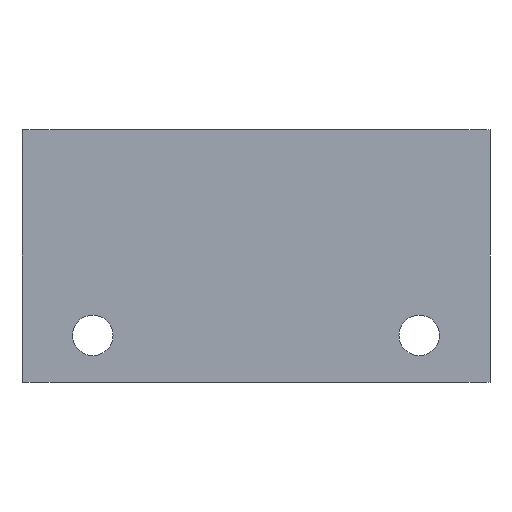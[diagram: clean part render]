
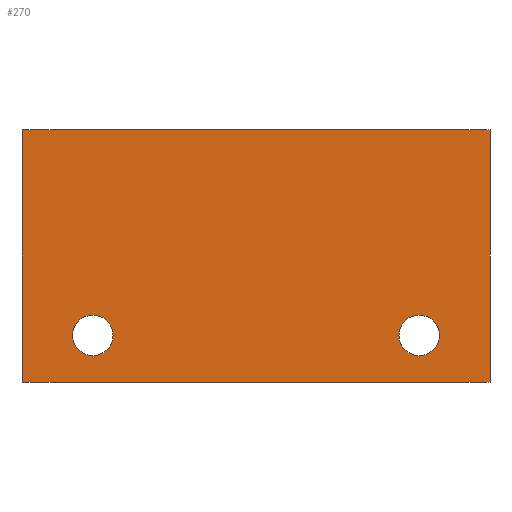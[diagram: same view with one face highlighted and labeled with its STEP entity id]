
A CAD part, left-side view. The second image highlights one B-rep face of the part: STEP entity #270.
In plain terms, the highlighted planar face has unit normal (-1, 0, 0).
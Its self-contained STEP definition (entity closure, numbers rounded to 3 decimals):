
#17=FACE_BOUND('',#53,.T.);
#18=FACE_BOUND('',#54,.T.);
#36=FACE_OUTER_BOUND('',#52,.T.);
#52=EDGE_LOOP('',(#241,#242,#243,#244));
#53=EDGE_LOOP('',(#245));
#54=EDGE_LOOP('',(#246));
#55=LINE('',#395,#79);
#60=LINE('',#412,#84);
#70=LINE('',#436,#94);
#71=LINE('',#439,#95);
#79=VECTOR('',#317,10.);
#84=VECTOR('',#332,10.);
#94=VECTOR('',#350,10.);
#95=VECTOR('',#355,10.);
#113=CIRCLE('',#301,2.8);
#114=CIRCLE('',#303,2.8);
#115=VERTEX_POINT('',#391);
#117=VERTEX_POINT('',#394);
#124=VERTEX_POINT('',#410);
#134=VERTEX_POINT('',#435);
#137=VERTEX_POINT('',#446);
#138=VERTEX_POINT('',#450);
#140=EDGE_CURVE('',#117,#115,#55,.T.);
#149=EDGE_CURVE('',#124,#115,#60,.T.);
#161=EDGE_CURVE('',#134,#124,#70,.T.);
#163=EDGE_CURVE('',#117,#134,#71,.T.);
#168=EDGE_CURVE('',#137,#137,#113,.T.);
#170=EDGE_CURVE('',#138,#138,#114,.T.);
#241=ORIENTED_EDGE('',*,*,#140,.T.);
#242=ORIENTED_EDGE('',*,*,#149,.F.);
#243=ORIENTED_EDGE('',*,*,#161,.F.);
#244=ORIENTED_EDGE('',*,*,#163,.F.);
#245=ORIENTED_EDGE('',*,*,#168,.F.);
#246=ORIENTED_EDGE('',*,*,#170,.F.);
#256=PLANE('',#310);
#270=ADVANCED_FACE('',(#36,#17,#18),#256,.F.);
#301=AXIS2_PLACEMENT_3D('',#448,#364,#365);
#303=AXIS2_PLACEMENT_3D('',#452,#369,#370);
#310=AXIS2_PLACEMENT_3D('',#463,#387,#388);
#317=DIRECTION('',(0.,-1.,0.));
#332=DIRECTION('',(0.,0.,-1.));
#350=DIRECTION('',(0.,-1.,0.));
#355=DIRECTION('',(0.,0.,1.));
#364=DIRECTION('center_axis',(-1.,0.,0.));
#365=DIRECTION('ref_axis',(0.,1.,0.));
#369=DIRECTION('center_axis',(-1.,0.,0.));
#370=DIRECTION('ref_axis',(0.,1.,0.));
#387=DIRECTION('center_axis',(1.,0.,0.));
#388=DIRECTION('ref_axis',(0.,1.,0.));
#391=CARTESIAN_POINT('',(43.5,-32.399,3.5));
#394=CARTESIAN_POINT('',(43.5,32.399,3.5));
#395=CARTESIAN_POINT('',(43.5,5.474,3.5));
#410=CARTESIAN_POINT('',(43.5,-32.399,38.5));
#412=CARTESIAN_POINT('',(43.5,-32.399,-8.));
#435=CARTESIAN_POINT('',(43.5,32.399,38.5));
#436=CARTESIAN_POINT('',(43.5,17.5,38.5));
#439=CARTESIAN_POINT('',(43.5,32.399,-8.));
#446=CARTESIAN_POINT('',(43.5,-25.39,10.));
#448=CARTESIAN_POINT('Origin',(43.5,-22.59,10.));
#450=CARTESIAN_POINT('',(43.5,19.79,10.));
#452=CARTESIAN_POINT('Origin',(43.5,22.59,10.));
#463=CARTESIAN_POINT('Origin',(43.5,-21.45,27.45));
